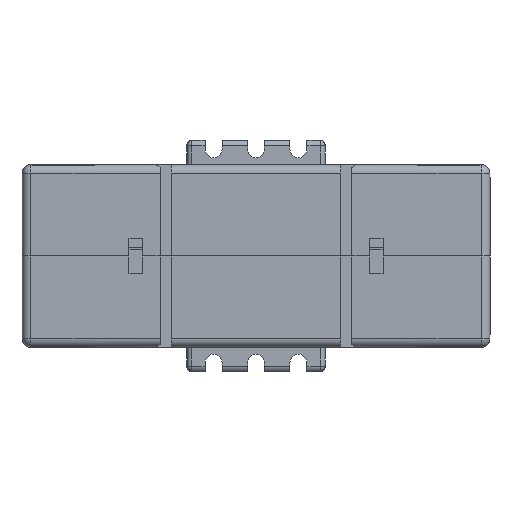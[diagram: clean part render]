
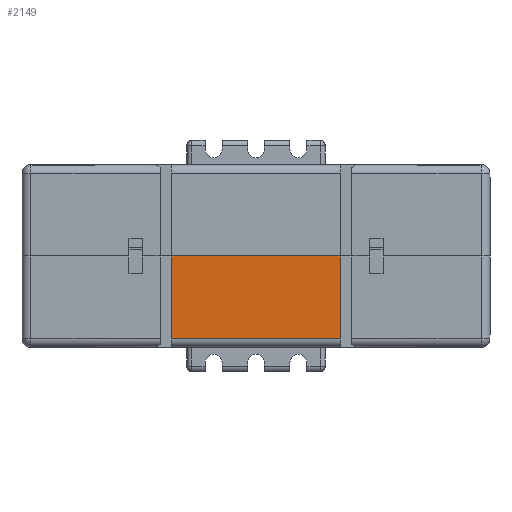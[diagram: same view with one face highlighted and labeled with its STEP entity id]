
A CAD part, front view. The second image highlights one B-rep face of the part: STEP entity #2149.
In plain terms, the highlighted planar face has unit normal (0, -1, 0).
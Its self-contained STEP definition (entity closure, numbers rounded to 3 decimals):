
#842=FACE_OUTER_BOUND('',#4755,.T.);
#2149=ADVANCED_FACE('',(#842),#3399,.T.);
#3399=PLANE('',#26099);
#4755=EDGE_LOOP('',(#7960,#7961,#7962,#7963));
#7960=ORIENTED_EDGE('',*,*,#17486,.T.);
#7961=ORIENTED_EDGE('',*,*,#17605,.T.);
#7962=ORIENTED_EDGE('',*,*,#16853,.T.);
#7963=ORIENTED_EDGE('',*,*,#17604,.F.);
#14374=VERTEX_POINT('',#35005);
#14375=VERTEX_POINT('',#35007);
#14893=VERTEX_POINT('',#36736);
#14895=VERTEX_POINT('',#36739);
#16853=EDGE_CURVE('',#14375,#14374,#20556,.T.);
#17486=EDGE_CURVE('',#14895,#14893,#20955,.T.);
#17604=EDGE_CURVE('',#14895,#14374,#21008,.T.);
#17605=EDGE_CURVE('',#14893,#14375,#21009,.T.);
#20556=LINE('',#35006,#23228);
#20955=LINE('',#36738,#23627);
#21008=LINE('',#37523,#23681);
#21009=LINE('',#37525,#23682);
#23228=VECTOR('',#28103,1.);
#23627=VECTOR('',#28918,1.);
#23681=VECTOR('',#29152,1.);
#23682=VECTOR('',#29155,1.);
#26099=AXIS2_PLACEMENT_3D('',#37526,#29156,#29157);
#28103=DIRECTION('',(-1.,0.,0.));
#28918=DIRECTION('',(1.,0.,0.));
#29152=DIRECTION('',(0.,0.,1.));
#29155=DIRECTION('',(0.,0.,1.));
#29156=DIRECTION('',(0.,-1.,0.));
#29157=DIRECTION('',(0.,0.,1.));
#35005=CARTESIAN_POINT('',(-19.,-57.,-20.5));
#35006=CARTESIAN_POINT('',(19.,-57.,-20.5));
#35007=CARTESIAN_POINT('',(19.,-57.,-20.5));
#36736=CARTESIAN_POINT('',(19.,-57.,-39.));
#36738=CARTESIAN_POINT('',(19.,-57.,-39.));
#36739=CARTESIAN_POINT('',(-19.,-57.,-39.));
#37523=CARTESIAN_POINT('',(-19.,-57.,-50.028));
#37525=CARTESIAN_POINT('',(19.,-57.,-50.028));
#37526=CARTESIAN_POINT('',(19.,-57.,-50.028));
